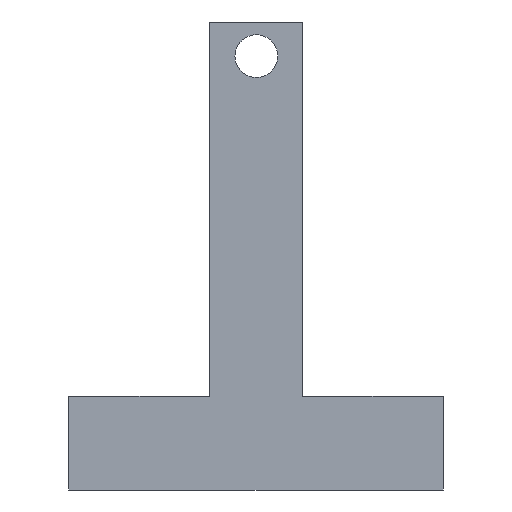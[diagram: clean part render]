
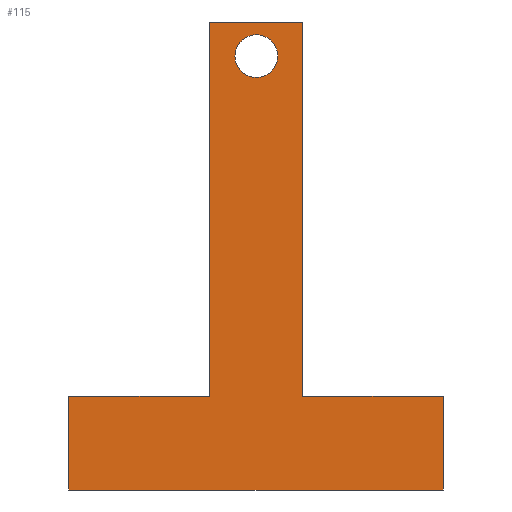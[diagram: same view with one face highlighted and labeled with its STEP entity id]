
A CAD part, top view. The second image highlights one B-rep face of the part: STEP entity #115.
In plain terms, the highlighted planar face has unit normal (0, 0, 1).
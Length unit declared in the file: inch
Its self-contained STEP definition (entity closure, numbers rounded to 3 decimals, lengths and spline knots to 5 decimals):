
#1 = VECTOR ( 'NONE', #148, 39.37008 ) ;
#5 = ORIENTED_EDGE ( 'NONE', *, *, #137, .F. ) ;
#6 = VERTEX_POINT ( 'NONE', #49 ) ;
#10 = CARTESIAN_POINT ( 'NONE',  ( 1.5, 5., 1.02 ) ) ;
#11 = VERTEX_POINT ( 'NONE', #54 ) ;
#17 = LINE ( 'NONE', #35, #98 ) ;
#19 = CARTESIAN_POINT ( 'NONE',  ( 0., 0., 1.02 ) ) ;
#20 = ORIENTED_EDGE ( 'NONE', *, *, #59, .T. ) ;
#21 = EDGE_CURVE ( 'NONE', #6, #138, #163, .T. ) ;
#23 = EDGE_CURVE ( 'NONE', #11, #11, #62, .T. ) ;
#24 = LINE ( 'NONE', #27, #142 ) ;
#25 = VECTOR ( 'NONE', #95, 39.37008 ) ;
#27 = CARTESIAN_POINT ( 'NONE',  ( 2.5, 0., 1.02 ) ) ;
#31 = FACE_OUTER_BOUND ( 'NONE', #63, .T. ) ;
#33 = ORIENTED_EDGE ( 'NONE', *, *, #108, .F. ) ;
#35 = CARTESIAN_POINT ( 'NONE',  ( 0., 1., 1.02 ) ) ;
#36 = CARTESIAN_POINT ( 'NONE',  ( 4., 0., 1.02 ) ) ;
#37 = VECTOR ( 'NONE', #171, 39.37008 ) ;
#38 = VECTOR ( 'NONE', #91, 39.37008 ) ;
#40 = CARTESIAN_POINT ( 'NONE',  ( 2.5, 1., 1.02 ) ) ;
#48 = ORIENTED_EDGE ( 'NONE', *, *, #119, .T. ) ;
#49 = CARTESIAN_POINT ( 'NONE',  ( 0., 0., 1.02 ) ) ;
#52 = VERTEX_POINT ( 'NONE', #10 ) ;
#53 = CARTESIAN_POINT ( 'NONE',  ( 4., 1., 1.02 ) ) ;
#54 = CARTESIAN_POINT ( 'NONE',  ( 2.23251, 4.63505, 1.02 ) ) ;
#59 = EDGE_CURVE ( 'NONE', #113, #168, #102, .T. ) ;
#60 = ORIENTED_EDGE ( 'NONE', *, *, #23, .F. ) ;
#62 = CIRCLE ( 'NONE', #153, 0.2285 ) ;
#63 = EDGE_LOOP ( 'NONE', ( #167, #68, #94, #65, #48, #20, #33, #5 ) ) ;
#64 = EDGE_CURVE ( 'NONE', #52, #165, #66, .T. ) ;
#65 = ORIENTED_EDGE ( 'NONE', *, *, #21, .F. ) ;
#66 = LINE ( 'NONE', #104, #1 ) ;
#68 = ORIENTED_EDGE ( 'NONE', *, *, #64, .T. ) ;
#70 = CARTESIAN_POINT ( 'NONE',  ( 0., 5., 1.02 ) ) ;
#71 = VECTOR ( 'NONE', #169, 39.37008 ) ;
#75 = DIRECTION ( 'NONE',  ( 0., 0., 1. ) ) ;
#78 = PLANE ( 'NONE',  #133 ) ;
#81 = VERTEX_POINT ( 'NONE', #116 ) ;
#82 = CARTESIAN_POINT ( 'NONE',  ( 4., 0., 1.02 ) ) ;
#85 = CARTESIAN_POINT ( 'NONE',  ( 1.5, 1., 1.02 ) ) ;
#88 = EDGE_CURVE ( 'NONE', #138, #165, #17, .T. ) ;
#91 = DIRECTION ( 'NONE',  ( 0., 1., 0. ) ) ;
#94 = ORIENTED_EDGE ( 'NONE', *, *, #88, .F. ) ;
#95 = DIRECTION ( 'NONE',  ( 1., 0., 0. ) ) ;
#98 = VECTOR ( 'NONE', #140, 39.37008 ) ;
#101 = CARTESIAN_POINT ( 'NONE',  ( 2.00402, 4.63505, 1.02 ) ) ;
#102 = LINE ( 'NONE', #36, #170 ) ;
#104 = CARTESIAN_POINT ( 'NONE',  ( 1.5, 0., 1.02 ) ) ;
#106 = LINE ( 'NONE', #150, #25 ) ;
#107 = DIRECTION ( 'NONE',  ( 1., 0., 0. ) ) ;
#108 = EDGE_CURVE ( 'NONE', #141, #168, #106, .T. ) ;
#113 = VERTEX_POINT ( 'NONE', #82 ) ;
#115 = ADVANCED_FACE ( 'NONE', ( #126, #31 ), #78, .T. ) ;
#116 = CARTESIAN_POINT ( 'NONE',  ( 2.5, 5., 1.02 ) ) ;
#117 = CARTESIAN_POINT ( 'NONE',  ( 0., 1., 1.02 ) ) ;
#119 = EDGE_CURVE ( 'NONE', #6, #113, #155, .T. ) ;
#124 = CARTESIAN_POINT ( 'NONE',  ( 0., 0., 1.02 ) ) ;
#125 = EDGE_LOOP ( 'NONE', ( #60 ) ) ;
#126 = FACE_BOUND ( 'NONE', #125, .T. ) ;
#127 = LINE ( 'NONE', #70, #71 ) ;
#130 = CARTESIAN_POINT ( 'NONE',  ( 0., 0., 1.02 ) ) ;
#133 = AXIS2_PLACEMENT_3D ( 'NONE', #124, #154, #107 ) ;
#137 = EDGE_CURVE ( 'NONE', #81, #141, #24, .T. ) ;
#138 = VERTEX_POINT ( 'NONE', #117 ) ;
#140 = DIRECTION ( 'NONE',  ( 1., 0., 0. ) ) ;
#141 = VERTEX_POINT ( 'NONE', #40 ) ;
#142 = VECTOR ( 'NONE', #172, 39.37008 ) ;
#148 = DIRECTION ( 'NONE',  ( 0., -1., 0. ) ) ;
#149 = DIRECTION ( 'NONE',  ( 0., 1., 0. ) ) ;
#150 = CARTESIAN_POINT ( 'NONE',  ( 0., 1., 1.02 ) ) ;
#153 = AXIS2_PLACEMENT_3D ( 'NONE', #101, #75, #164 ) ;
#154 = DIRECTION ( 'NONE',  ( 0., 0., 1. ) ) ;
#155 = LINE ( 'NONE', #130, #37 ) ;
#158 = EDGE_CURVE ( 'NONE', #81, #52, #127, .T. ) ;
#163 = LINE ( 'NONE', #19, #38 ) ;
#164 = DIRECTION ( 'NONE',  ( 1., 0., 0. ) ) ;
#165 = VERTEX_POINT ( 'NONE', #85 ) ;
#167 = ORIENTED_EDGE ( 'NONE', *, *, #158, .T. ) ;
#168 = VERTEX_POINT ( 'NONE', #53 ) ;
#169 = DIRECTION ( 'NONE',  ( -1., 0., 0. ) ) ;
#170 = VECTOR ( 'NONE', #149, 39.37008 ) ;
#171 = DIRECTION ( 'NONE',  ( 1., 0., 0. ) ) ;
#172 = DIRECTION ( 'NONE',  ( 0., -1., 0. ) ) ;
